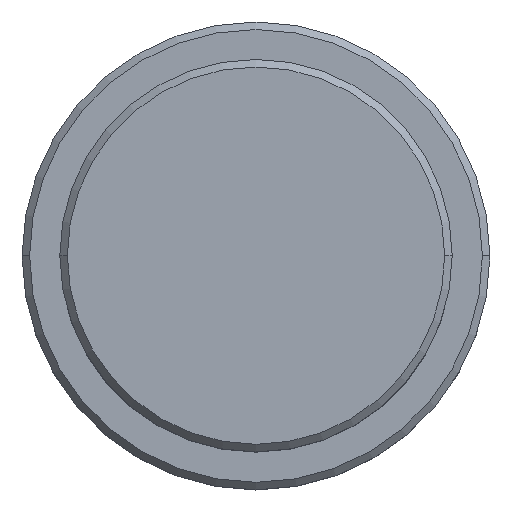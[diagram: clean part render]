
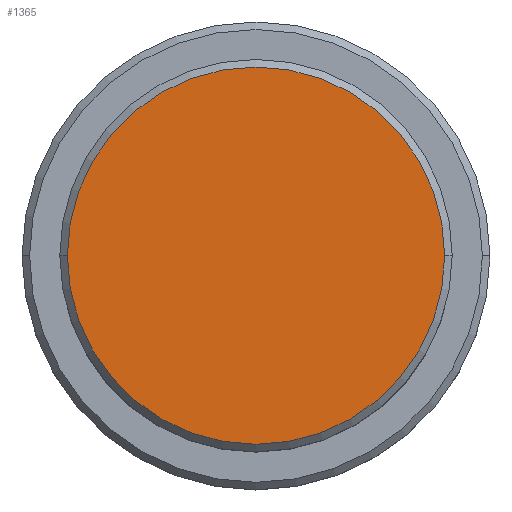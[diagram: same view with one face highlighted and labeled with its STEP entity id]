
A CAD part, top view. The second image highlights one B-rep face of the part: STEP entity #1365.
In plain terms, the highlighted planar face has unit normal (0, 0, 1).
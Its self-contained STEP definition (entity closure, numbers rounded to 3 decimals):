
#59 = EDGE_CURVE ( 'NONE', #1218, #720, #116, .T. ) ;
#116 = CIRCLE ( 'NONE', #1025, 12.5 ) ;
#177 = CARTESIAN_POINT ( 'NONE',  ( -12.5, 0., 0. ) ) ;
#178 = DIRECTION ( 'NONE',  ( 1., 0., 0. ) ) ;
#220 = DIRECTION ( 'NONE',  ( 0., 0., 1. ) ) ;
#235 = ORIENTED_EDGE ( 'NONE', *, *, #902, .T. ) ;
#253 = DIRECTION ( 'NONE',  ( 0., 0., 1. ) ) ;
#295 = DIRECTION ( 'NONE',  ( 1., 0., 0. ) ) ;
#354 = CARTESIAN_POINT ( 'NONE',  ( 0., 0., 0. ) ) ;
#401 = CIRCLE ( 'NONE', #1228, 12.5 ) ;
#515 = FACE_OUTER_BOUND ( 'NONE', #1311, .T. ) ;
#537 = CARTESIAN_POINT ( 'NONE',  ( 12.5, 0., 0. ) ) ;
#696 = DIRECTION ( 'NONE',  ( 1., 0., 0. ) ) ;
#720 = VERTEX_POINT ( 'NONE', #177 ) ;
#758 = ORIENTED_EDGE ( 'NONE', *, *, #59, .T. ) ;
#833 = CARTESIAN_POINT ( 'NONE',  ( 0., 0., 0. ) ) ;
#902 = EDGE_CURVE ( 'NONE', #720, #1218, #401, .T. ) ;
#938 = PLANE ( 'NONE',  #1415 ) ;
#1025 = AXIS2_PLACEMENT_3D ( 'NONE', #1260, #220, #295 ) ;
#1037 = DIRECTION ( 'NONE',  ( 0., 0., 1. ) ) ;
#1218 = VERTEX_POINT ( 'NONE', #537 ) ;
#1228 = AXIS2_PLACEMENT_3D ( 'NONE', #354, #253, #696 ) ;
#1260 = CARTESIAN_POINT ( 'NONE',  ( 0., 0., 0. ) ) ;
#1311 = EDGE_LOOP ( 'NONE', ( #235, #758 ) ) ;
#1365 = ADVANCED_FACE ( 'NONE', ( #515 ), #938, .T. ) ;
#1415 = AXIS2_PLACEMENT_3D ( 'NONE', #833, #1037, #178 ) ;
